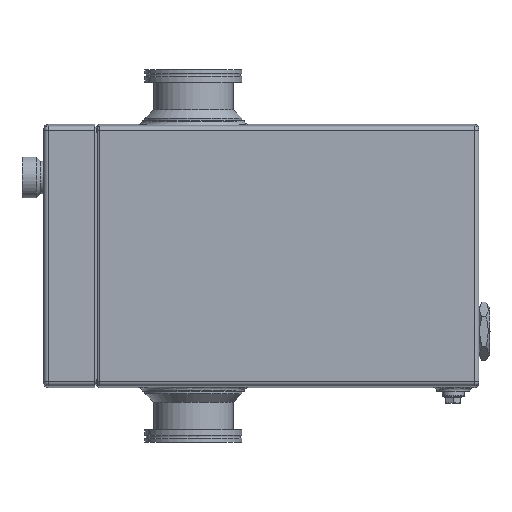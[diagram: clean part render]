
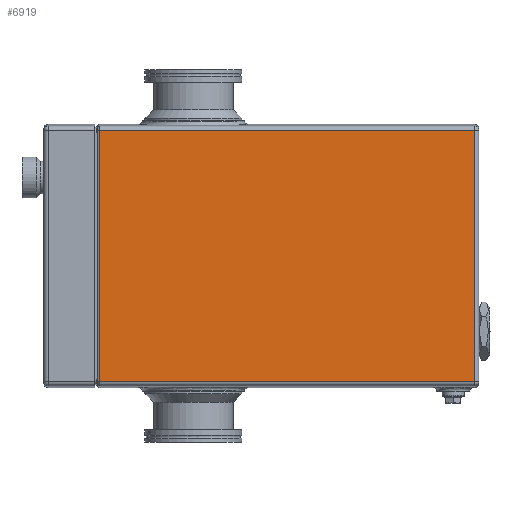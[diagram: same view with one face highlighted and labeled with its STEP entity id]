
A CAD part, left-side view. The second image highlights one B-rep face of the part: STEP entity #6919.
In plain terms, the highlighted planar face has unit normal (-1, 0, 0).
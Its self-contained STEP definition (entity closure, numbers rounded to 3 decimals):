
#5922=CARTESIAN_POINT('',(-98.,-29.502,123.359));
#5923=VERTEX_POINT('',#5922);
#6008=CARTESIAN_POINT('',(-98.,-29.502,-123.359));
#6009=VERTEX_POINT('',#6008);
#6017=CARTESIAN_POINT('',(-98.,-29.502,-123.359));
#6018=DIRECTION('',(0.0,0.0,1.0));
#6019=VECTOR('',#6018,246.717);
#6020=LINE('',#6017,#6019);
#6021=EDGE_CURVE('',#6009,#5923,#6020,.T.);
#6637=CARTESIAN_POINT('',(-98.,-397.502,-123.359));
#6638=VERTEX_POINT('',#6637);
#6686=CARTESIAN_POINT('',(-98.,-397.502,123.359));
#6687=VERTEX_POINT('',#6686);
#6853=CARTESIAN_POINT('',(-98.,-29.502,123.359));
#6854=DIRECTION('',(0.0,-1.0,0.0));
#6855=VECTOR('',#6854,368.0);
#6856=LINE('',#6853,#6855);
#6857=EDGE_CURVE('',#5923,#6687,#6856,.T.);
#6882=CARTESIAN_POINT('',(-98.,-397.502,123.359));
#6883=DIRECTION('',(0.0,0.0,-1.0));
#6884=VECTOR('',#6883,246.717);
#6885=LINE('',#6882,#6884);
#6886=EDGE_CURVE('',#6687,#6638,#6885,.T.);
#6899=CARTESIAN_POINT('',(-98.,-397.502,-123.359));
#6900=DIRECTION('',(0.0,1.0,0.0));
#6901=VECTOR('',#6900,368.0);
#6902=LINE('',#6899,#6901);
#6903=EDGE_CURVE('',#6638,#6009,#6902,.T.);
#6908=CARTESIAN_POINT('',(-98.,-26.502,-127.289));
#6909=DIRECTION('',(-1.0,0.0,0.0));
#6910=DIRECTION('',(0.0,0.0,-1.0));
#6911=AXIS2_PLACEMENT_3D('',#6908,#6909,#6910);
#6912=PLANE('',#6911);
#6913=ORIENTED_EDGE('',*,*,#6021,.F.);
#6914=ORIENTED_EDGE('',*,*,#6903,.F.);
#6915=ORIENTED_EDGE('',*,*,#6886,.F.);
#6916=ORIENTED_EDGE('',*,*,#6857,.F.);
#6917=EDGE_LOOP('',(#6913,#6914,#6915,#6916));
#6918=FACE_OUTER_BOUND('',#6917,.T.);
#6919=ADVANCED_FACE('',(#6918),#6912,.T.);
